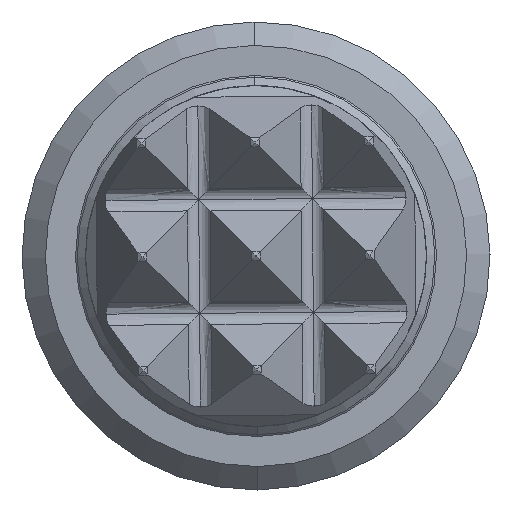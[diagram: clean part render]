
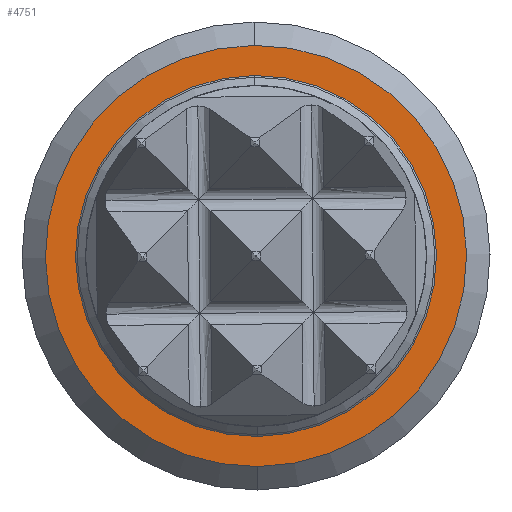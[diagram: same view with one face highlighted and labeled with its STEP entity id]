
A CAD part, left-side view. The second image highlights one B-rep face of the part: STEP entity #4751.
In plain terms, the highlighted planar face has unit normal (-1, 0, 0).
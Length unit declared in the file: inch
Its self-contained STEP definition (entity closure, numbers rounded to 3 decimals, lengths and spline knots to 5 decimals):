
#9 = CIRCLE ( 'NONE', #5176, 0.027 ) ;
#73 = EDGE_CURVE ( 'NONE', #2499, #4041, #4891, .T. ) ;
#174 = CARTESIAN_POINT ( 'NONE',  ( -0.313, -0.00027, -0.0315 ) ) ;
#214 = EDGE_LOOP ( 'NONE', ( #1401, #5905 ) ) ;
#221 = VERTEX_POINT ( 'NONE', #174 ) ;
#533 = EDGE_CURVE ( 'NONE', #4041, #2499, #9, .T. ) ;
#548 = EDGE_CURVE ( 'NONE', #5105, #221, #3129, .T. ) ;
#588 = CARTESIAN_POINT ( 'NONE',  ( -0.313, 0., 0. ) ) ;
#820 = EDGE_CURVE ( 'NONE', #221, #5105, #7129, .T. ) ;
#901 = DIRECTION ( 'NONE',  ( 0., -0.008, -1. ) ) ;
#1211 = AXIS2_PLACEMENT_3D ( 'NONE', #4076, #7147, #6552 ) ;
#1338 = ORIENTED_EDGE ( 'NONE', *, *, #548, .T. ) ;
#1401 = ORIENTED_EDGE ( 'NONE', *, *, #533, .T. ) ;
#1559 = CARTESIAN_POINT ( 'NONE',  ( -0.313, -0.00023, -0.027 ) ) ;
#1632 = CARTESIAN_POINT ( 'NONE',  ( -0.313, 0., 0. ) ) ;
#1985 = FACE_BOUND ( 'NONE', #214, .T. ) ;
#2253 = DIRECTION ( 'NONE',  ( 0., -0.008, -1. ) ) ;
#2499 = VERTEX_POINT ( 'NONE', #1559 ) ;
#2796 = AXIS2_PLACEMENT_3D ( 'NONE', #1632, #5929, #2253 ) ;
#3129 = CIRCLE ( 'NONE', #5313, 0.0315 ) ;
#3242 = CARTESIAN_POINT ( 'NONE',  ( -0.313, 0., 0. ) ) ;
#3607 = FACE_OUTER_BOUND ( 'NONE', #3878, .T. ) ;
#3752 = DIRECTION ( 'NONE',  ( 0., -0.008, -1. ) ) ;
#3878 = EDGE_LOOP ( 'NONE', ( #5438, #1338 ) ) ;
#4041 = VERTEX_POINT ( 'NONE', #4519 ) ;
#4076 = CARTESIAN_POINT ( 'NONE',  ( -0.313, 0., 0. ) ) ;
#4078 = AXIS2_PLACEMENT_3D ( 'NONE', #588, #6019, #6416 ) ;
#4519 = CARTESIAN_POINT ( 'NONE',  ( -0.313, 0.00023, 0.027 ) ) ;
#4751 = ADVANCED_FACE ( 'NONE', ( #3607, #1985 ), #7131, .F. ) ;
#4891 = CIRCLE ( 'NONE', #1211, 0.027 ) ;
#4999 = CARTESIAN_POINT ( 'NONE',  ( -0.313, 0., 0. ) ) ;
#5032 = DIRECTION ( 'NONE',  ( -1., 0., 0. ) ) ;
#5105 = VERTEX_POINT ( 'NONE', #5173 ) ;
#5173 = CARTESIAN_POINT ( 'NONE',  ( -0.313, 0.00027, 0.0315 ) ) ;
#5176 = AXIS2_PLACEMENT_3D ( 'NONE', #4999, #6986, #901 ) ;
#5313 = AXIS2_PLACEMENT_3D ( 'NONE', #3242, #5032, #3752 ) ;
#5438 = ORIENTED_EDGE ( 'NONE', *, *, #820, .T. ) ;
#5905 = ORIENTED_EDGE ( 'NONE', *, *, #73, .T. ) ;
#5929 = DIRECTION ( 'NONE',  ( 1., 0., 0. ) ) ;
#6019 = DIRECTION ( 'NONE',  ( -1., 0., 0. ) ) ;
#6416 = DIRECTION ( 'NONE',  ( 0., -0.008, -1. ) ) ;
#6552 = DIRECTION ( 'NONE',  ( 0., -0.008, -1. ) ) ;
#6986 = DIRECTION ( 'NONE',  ( 1., 0., 0. ) ) ;
#7129 = CIRCLE ( 'NONE', #4078, 0.0315 ) ;
#7131 = PLANE ( 'NONE',  #2796 ) ;
#7147 = DIRECTION ( 'NONE',  ( 1., 0., 0. ) ) ;
